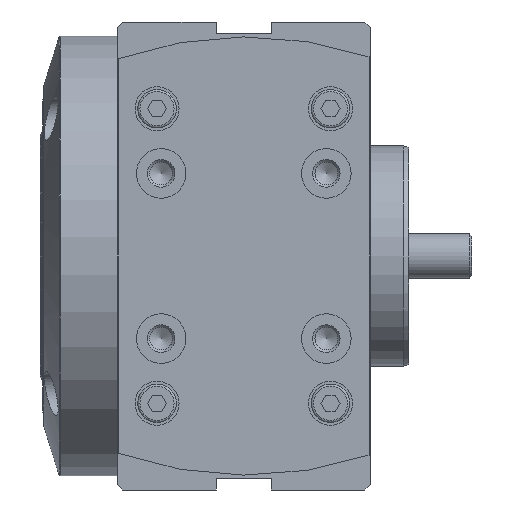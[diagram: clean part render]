
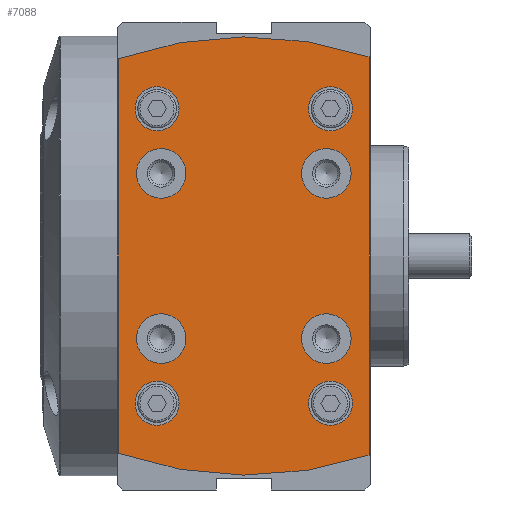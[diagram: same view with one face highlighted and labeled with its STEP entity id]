
A CAD part, left-side view. The second image highlights one B-rep face of the part: STEP entity #7088.
In plain terms, the highlighted planar face has unit normal (-1, 0, 0).
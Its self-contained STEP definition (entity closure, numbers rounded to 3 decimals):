
#525=LINE('',#11640,#920);
#528=LINE('',#11648,#923);
#920=VECTOR('',#9170,1000.);
#923=VECTOR('',#9179,1000.);
#1644=ORIENTED_EDGE('',*,*,#3284,.T.);
#1645=ORIENTED_EDGE('',*,*,#3285,.T.);
#1646=ORIENTED_EDGE('',*,*,#3286,.T.);
#1647=ORIENTED_EDGE('',*,*,#3287,.T.);
#1648=ORIENTED_EDGE('',*,*,#3288,.T.);
#1649=ORIENTED_EDGE('',*,*,#3289,.T.);
#1650=ORIENTED_EDGE('',*,*,#3290,.T.);
#1651=ORIENTED_EDGE('',*,*,#3291,.T.);
#1652=ORIENTED_EDGE('',*,*,#3277,.F.);
#1653=ORIENTED_EDGE('',*,*,#3283,.F.);
#1654=ORIENTED_EDGE('',*,*,#3281,.F.);
#1655=ORIENTED_EDGE('',*,*,#3279,.F.);
#3277=EDGE_CURVE('',#4119,#4120,#525,.T.);
#3279=EDGE_CURVE('',#4120,#4121,#4681,.T.);
#3281=EDGE_CURVE('',#4121,#4122,#528,.T.);
#3283=EDGE_CURVE('',#4122,#4119,#4682,.T.);
#3284=EDGE_CURVE('',#4123,#4123,#4683,.T.);
#3285=EDGE_CURVE('',#4124,#4124,#4684,.T.);
#3286=EDGE_CURVE('',#4125,#4125,#4685,.T.);
#3287=EDGE_CURVE('',#4126,#4126,#4686,.T.);
#3288=EDGE_CURVE('',#4127,#4127,#4687,.T.);
#3289=EDGE_CURVE('',#4128,#4128,#4688,.T.);
#3290=EDGE_CURVE('',#4129,#4129,#4689,.T.);
#3291=EDGE_CURVE('',#4130,#4130,#4690,.T.);
#4119=VERTEX_POINT('',#11639);
#4120=VERTEX_POINT('',#11641);
#4121=VERTEX_POINT('',#11645);
#4122=VERTEX_POINT('',#11649);
#4123=VERTEX_POINT('',#11655);
#4124=VERTEX_POINT('',#11657);
#4125=VERTEX_POINT('',#11659);
#4126=VERTEX_POINT('',#11661);
#4127=VERTEX_POINT('',#11663);
#4128=VERTEX_POINT('',#11665);
#4129=VERTEX_POINT('',#11667);
#4130=VERTEX_POINT('',#11669);
#4681=CIRCLE('',#7813,70.);
#4682=CIRCLE('',#7816,70.);
#4683=CIRCLE('',#7818,4.);
#4684=CIRCLE('',#7819,4.);
#4685=CIRCLE('',#7820,4.);
#4686=CIRCLE('',#7821,4.5);
#4687=CIRCLE('',#7822,4.5);
#4688=CIRCLE('',#7823,4.5);
#4689=CIRCLE('',#7824,4.5);
#4690=CIRCLE('',#7825,4.);
#5130=EDGE_LOOP('',(#1644));
#5131=EDGE_LOOP('',(#1645));
#5132=EDGE_LOOP('',(#1646));
#5133=EDGE_LOOP('',(#1647));
#5134=EDGE_LOOP('',(#1648));
#5135=EDGE_LOOP('',(#1649));
#5136=EDGE_LOOP('',(#1650));
#5137=EDGE_LOOP('',(#1651));
#5138=EDGE_LOOP('',(#1652,#1653,#1654,#1655));
#6055=FACE_BOUND('',#5130,.T.);
#6056=FACE_BOUND('',#5131,.T.);
#6057=FACE_BOUND('',#5132,.T.);
#6058=FACE_BOUND('',#5133,.T.);
#6059=FACE_BOUND('',#5134,.T.);
#6060=FACE_BOUND('',#5135,.T.);
#6061=FACE_BOUND('',#5136,.T.);
#6062=FACE_BOUND('',#5137,.T.);
#6063=FACE_BOUND('',#5138,.T.);
#6800=PLANE('',#7817);
#7088=ADVANCED_FACE('',(#6055,#6056,#6057,#6058,#6059,#6060,#6061,#6062,
#6063),#6800,.F.);
#7813=AXIS2_PLACEMENT_3D('',#11644,#9174,#9175);
#7816=AXIS2_PLACEMENT_3D('',#11652,#9183,#9184);
#7817=AXIS2_PLACEMENT_3D('',#11653,#9185,#9186);
#7818=AXIS2_PLACEMENT_3D('',#11654,#9187,#9188);
#7819=AXIS2_PLACEMENT_3D('',#11656,#9189,#9190);
#7820=AXIS2_PLACEMENT_3D('',#11658,#9191,#9192);
#7821=AXIS2_PLACEMENT_3D('',#11660,#9193,#9194);
#7822=AXIS2_PLACEMENT_3D('',#11662,#9195,#9196);
#7823=AXIS2_PLACEMENT_3D('',#11664,#9197,#9198);
#7824=AXIS2_PLACEMENT_3D('',#11666,#9199,#9200);
#7825=AXIS2_PLACEMENT_3D('',#11668,#9201,#9202);
#9170=DIRECTION('',(0.,0.,1.));
#9174=DIRECTION('',(1.,0.,0.));
#9175=DIRECTION('',(0.,0.,-1.));
#9179=DIRECTION('',(0.,0.,-1.));
#9183=DIRECTION('',(1.,0.,0.));
#9184=DIRECTION('',(0.,0.,-1.));
#9185=DIRECTION('',(1.,0.,0.));
#9186=DIRECTION('',(0.,0.,-1.));
#9187=DIRECTION('',(1.,0.,0.));
#9188=DIRECTION('',(0.,0.,-1.));
#9189=DIRECTION('',(1.,0.,0.));
#9190=DIRECTION('',(0.,0.,-1.));
#9191=DIRECTION('',(1.,0.,0.));
#9192=DIRECTION('',(0.,0.,-1.));
#9193=DIRECTION('',(1.,0.,0.));
#9194=DIRECTION('',(0.,0.,-1.));
#9195=DIRECTION('',(1.,0.,0.));
#9196=DIRECTION('',(0.,0.,-1.));
#9197=DIRECTION('',(1.,0.,0.));
#9198=DIRECTION('',(0.,0.,-1.));
#9199=DIRECTION('',(1.,0.,0.));
#9200=DIRECTION('',(0.,0.,-1.));
#9201=DIRECTION('',(1.,0.,0.));
#9202=DIRECTION('',(0.,0.,-1.));
#11639=CARTESIAN_POINT('',(-52.,45.75,-35.826));
#11640=CARTESIAN_POINT('',(-52.,45.75,-35.826));
#11641=CARTESIAN_POINT('',(-52.,45.75,35.826));
#11644=CARTESIAN_POINT('',(-52.,22.5,-30.2));
#11645=CARTESIAN_POINT('',(-52.,0.25,36.17));
#11648=CARTESIAN_POINT('',(-52.,0.25,36.17));
#11649=CARTESIAN_POINT('',(-52.,0.25,-36.17));
#11652=CARTESIAN_POINT('',(-52.,22.5,30.2));
#11653=CARTESIAN_POINT('',(-52.,22.5,-30.2));
#11654=CARTESIAN_POINT('',(-52.,7.25,-26.75));
#11655=CARTESIAN_POINT('',(-52.,7.25,-30.75));
#11656=CARTESIAN_POINT('',(-52.,38.75,-26.75));
#11657=CARTESIAN_POINT('',(-52.,38.75,-30.75));
#11658=CARTESIAN_POINT('',(-52.,38.75,26.75));
#11659=CARTESIAN_POINT('',(-52.,38.75,22.75));
#11660=CARTESIAN_POINT('',(-52.,38.,-15.));
#11661=CARTESIAN_POINT('',(-52.,38.,-19.5));
#11662=CARTESIAN_POINT('',(-52.,8.,15.));
#11663=CARTESIAN_POINT('',(-52.,8.,10.5));
#11664=CARTESIAN_POINT('',(-52.,8.,-15.));
#11665=CARTESIAN_POINT('',(-52.,8.,-19.5));
#11666=CARTESIAN_POINT('',(-52.,38.,15.));
#11667=CARTESIAN_POINT('',(-52.,38.,10.5));
#11668=CARTESIAN_POINT('',(-52.,7.25,26.75));
#11669=CARTESIAN_POINT('',(-52.,7.25,22.75));
